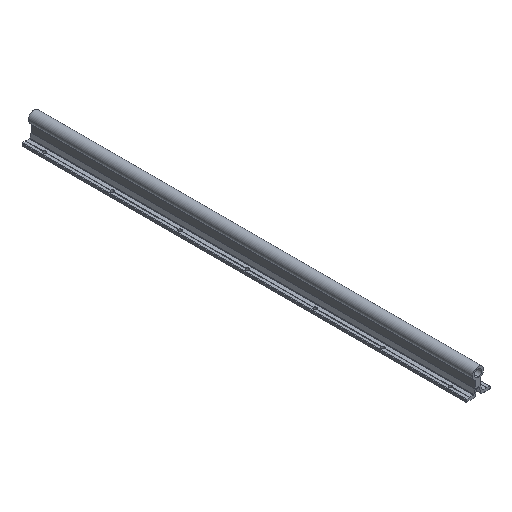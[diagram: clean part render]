
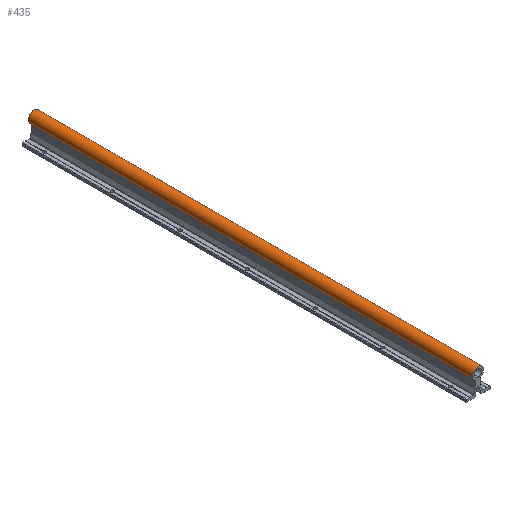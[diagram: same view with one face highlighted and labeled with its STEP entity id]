
A CAD part, isometric view. The second image highlights one B-rep face of the part: STEP entity #435.
In plain terms, the highlighted cylindrical face has radius 12.7 mm (diameter 25.4 mm), a partial arc.
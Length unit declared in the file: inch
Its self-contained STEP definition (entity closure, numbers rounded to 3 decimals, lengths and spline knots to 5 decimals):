
#280 = DIRECTION ( 'NONE',  ( 0., 1., 0. ) ) ;
#312 = EDGE_CURVE ( 'NONE', #2213, #3223, #364, .T. ) ;
#364 = CIRCLE ( 'NONE', #1895, 0.5 ) ;
#435 = ADVANCED_FACE ( 'NONE', ( #2217 ), #1632, .T. ) ;
#467 = VERTEX_POINT ( 'NONE', #3337 ) ;
#492 = AXIS2_PLACEMENT_3D ( 'NONE', #763, #2780, #1575 ) ;
#560 = VERTEX_POINT ( 'NONE', #3516 ) ;
#575 = LINE ( 'NONE', #3439, #3265 ) ;
#592 = AXIS2_PLACEMENT_3D ( 'NONE', #3195, #1737, #2270 ) ;
#726 = LINE ( 'NONE', #2414, #2793 ) ;
#763 = CARTESIAN_POINT ( 'NONE',  ( 0., 0., 1.75 ) ) ;
#878 = DIRECTION ( 'NONE',  ( 0., 1., 0. ) ) ;
#888 = DIRECTION ( 'NONE',  ( 0., 0., -1. ) ) ;
#1081 = ORIENTED_EDGE ( 'NONE', *, *, #312, .T. ) ;
#1155 = EDGE_CURVE ( 'NONE', #3223, #560, #575, .T. ) ;
#1513 = EDGE_CURVE ( 'NONE', #467, #2213, #726, .T. ) ;
#1575 = DIRECTION ( 'NONE',  ( 0., 0., -1. ) ) ;
#1632 = CYLINDRICAL_SURFACE ( 'NONE', #492, 0.5 ) ;
#1737 = DIRECTION ( 'NONE',  ( 0., -1., 0. ) ) ;
#1745 = CIRCLE ( 'NONE', #592, 0.5 ) ;
#1895 = AXIS2_PLACEMENT_3D ( 'NONE', #2577, #878, #888 ) ;
#2213 = VERTEX_POINT ( 'NONE', #3205 ) ;
#2217 = FACE_OUTER_BOUND ( 'NONE', #2415, .T. ) ;
#2259 = ORIENTED_EDGE ( 'NONE', *, *, #1513, .T. ) ;
#2270 = DIRECTION ( 'NONE',  ( 0., 0., -1. ) ) ;
#2414 = CARTESIAN_POINT ( 'NONE',  ( -0.25, 0., 1.31698 ) ) ;
#2415 = EDGE_LOOP ( 'NONE', ( #3242, #3142, #2259, #1081 ) ) ;
#2453 = DIRECTION ( 'NONE',  ( 0., -1., 0. ) ) ;
#2577 = CARTESIAN_POINT ( 'NONE',  ( 0., -39.4, 1.75 ) ) ;
#2654 = CARTESIAN_POINT ( 'NONE',  ( 0.25058, -39.4, 1.31732 ) ) ;
#2780 = DIRECTION ( 'NONE',  ( 0., -1., 0. ) ) ;
#2793 = VECTOR ( 'NONE', #2453, 39.37008 ) ;
#3127 = EDGE_CURVE ( 'NONE', #560, #467, #1745, .T. ) ;
#3142 = ORIENTED_EDGE ( 'NONE', *, *, #3127, .T. ) ;
#3195 = CARTESIAN_POINT ( 'NONE',  ( 0., 0., 1.75 ) ) ;
#3205 = CARTESIAN_POINT ( 'NONE',  ( -0.25, -39.4, 1.31698 ) ) ;
#3223 = VERTEX_POINT ( 'NONE', #2654 ) ;
#3242 = ORIENTED_EDGE ( 'NONE', *, *, #1155, .T. ) ;
#3265 = VECTOR ( 'NONE', #280, 39.37008 ) ;
#3337 = CARTESIAN_POINT ( 'NONE',  ( -0.25, 0., 1.31698 ) ) ;
#3439 = CARTESIAN_POINT ( 'NONE',  ( 0.25058, 0., 1.31732 ) ) ;
#3516 = CARTESIAN_POINT ( 'NONE',  ( 0.25058, 0., 1.31732 ) ) ;
